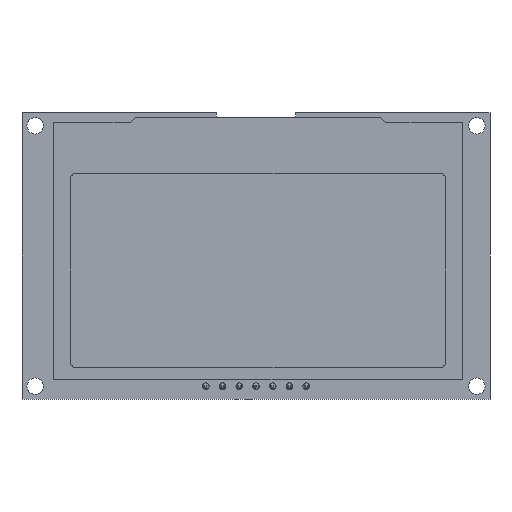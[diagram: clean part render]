
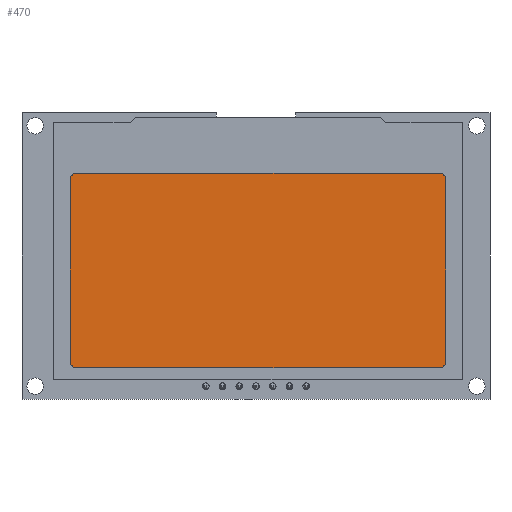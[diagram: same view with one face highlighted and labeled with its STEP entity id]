
A CAD part, front view. The second image highlights one B-rep face of the part: STEP entity #470.
In plain terms, the highlighted planar face has unit normal (0, -1, 0).
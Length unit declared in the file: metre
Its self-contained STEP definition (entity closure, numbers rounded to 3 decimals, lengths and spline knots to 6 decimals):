
#470=ADVANCED_FACE('2:2106',(#796),#797,.F.);
#796=FACE_OUTER_BOUND('',#1397,.T.);
#797=PLANE('',#1398);
#1397=EDGE_LOOP('',(#2057,#2058,#2059,#2060,#2061,#2062,#2063,#2064,#2065,#2066,#2067,#2068));
#1398=AXIS2_PLACEMENT_3D('',#2069,#2070,#2071);
#2057=ORIENTED_EDGE('',*,*,#4168,.T.);
#2058=ORIENTED_EDGE('',*,*,#4167,.T.);
#2059=ORIENTED_EDGE('',*,*,#4190,.F.);
#2060=ORIENTED_EDGE('',*,*,#4191,.T.);
#2061=ORIENTED_EDGE('',*,*,#4155,.T.);
#2062=ORIENTED_EDGE('',*,*,#4192,.F.);
#2063=ORIENTED_EDGE('',*,*,#4193,.T.);
#2064=ORIENTED_EDGE('',*,*,#4159,.T.);
#2065=ORIENTED_EDGE('',*,*,#4189,.F.);
#2066=ORIENTED_EDGE('',*,*,#4171,.T.);
#2067=ORIENTED_EDGE('',*,*,#4163,.T.);
#2068=ORIENTED_EDGE('',*,*,#4174,.F.);
#2069=CARTESIAN_POINT('',(0.0003,-0.0022,-0.00265));
#2070=DIRECTION('',(-0.0,1.0,0.0));
#2071=DIRECTION('',(1.0,0.0,0.0));
#4155=EDGE_CURVE('2:2268',#4838,#4842,#4844,.T.);
#4159=EDGE_CURVE('2:2250',#4846,#4850,#4852,.T.);
#4163=EDGE_CURVE('2:2232',#4854,#4858,#4860,.T.);
#4167=EDGE_CURVE('2:2211',#4862,#4866,#4868,.T.);
#4168=EDGE_CURVE('2:2211',#4869,#4862,#4870,.T.);
#4171=EDGE_CURVE('2:2232',#4874,#4854,#4875,.T.);
#4174=EDGE_CURVE('2:2244',#4869,#4858,#4879,.F.);
#4189=EDGE_CURVE('2:2262',#4874,#4850,#4904,.F.);
#4190=EDGE_CURVE('2:2229',#4905,#4866,#4906,.F.);
#4191=EDGE_CURVE('2:2268',#4905,#4838,#4907,.T.);
#4192=EDGE_CURVE('2:2277',#4908,#4842,#4909,.T.);
#4193=EDGE_CURVE('2:2250',#4908,#4846,#4910,.T.);
#4838=VERTEX_POINT('',#5936);
#4842=VERTEX_POINT('',#5941);
#4844=CIRCLE('',#5944,0.001);
#4846=VERTEX_POINT('',#5946);
#4850=VERTEX_POINT('',#5951);
#4852=CIRCLE('',#5954,0.001);
#4854=VERTEX_POINT('',#5956);
#4858=VERTEX_POINT('',#5961);
#4860=CIRCLE('',#5964,0.001);
#4862=VERTEX_POINT('',#5966);
#4866=VERTEX_POINT('',#5971);
#4868=CIRCLE('',#5974,0.001);
#4869=VERTEX_POINT('',#5975);
#4870=CIRCLE('',#5976,0.001);
#4874=VERTEX_POINT('',#5981);
#4875=CIRCLE('',#5982,0.001);
#4879=LINE('',#5987,#5988);
#4904=LINE('',#6025,#6026);
#4905=VERTEX_POINT('',#6027);
#4906=LINE('',#6028,#6029);
#4907=CIRCLE('',#6030,0.001);
#4908=VERTEX_POINT('',#6031);
#4909=LINE('',#6032,#6033);
#4910=CIRCLE('',#6034,0.001);
#5936=CARTESIAN_POINT('',(-0.027907,-0.0022,-0.017207));
#5941=CARTESIAN_POINT('',(-0.0272,-0.0022,-0.0175));
#5944=AXIS2_PLACEMENT_3D('',#7616,#7617,#7618);
#5946=CARTESIAN_POINT('',(0.028507,-0.0022,-0.017207));
#5951=CARTESIAN_POINT('',(0.0288,-0.0022,-0.0165));
#5954=AXIS2_PLACEMENT_3D('',#7624,#7625,#7626);
#5956=CARTESIAN_POINT('',(0.028507,-0.0022,0.011707));
#5961=CARTESIAN_POINT('',(0.0278,-0.0022,0.012));
#5964=AXIS2_PLACEMENT_3D('',#7632,#7633,#7634);
#5966=CARTESIAN_POINT('',(-0.027907,-0.0022,0.011707));
#5971=CARTESIAN_POINT('',(-0.0282,-0.0022,0.011));
#5974=AXIS2_PLACEMENT_3D('',#7640,#7641,#7642);
#5975=CARTESIAN_POINT('',(-0.0272,-0.0022,0.012));
#5976=AXIS2_PLACEMENT_3D('',#7643,#7644,#7645);
#5981=CARTESIAN_POINT('',(0.0288,-0.0022,0.011));
#5982=AXIS2_PLACEMENT_3D('',#7650,#7651,#7652);
#5987=CARTESIAN_POINT('',(-0.01415,-0.0022,0.012));
#5988=VECTOR('',#7657,1.0);
#6025=CARTESIAN_POINT('',(0.0288,-0.0022,0.004775));
#6026=VECTOR('',#7676,1.0);
#6027=CARTESIAN_POINT('',(-0.0282,-0.0022,-0.0165));
#6028=CARTESIAN_POINT('',(-0.0282,-0.0022,-0.010075));
#6029=VECTOR('',#7677,1.0);
#6030=AXIS2_PLACEMENT_3D('',#7678,#7679,#7680);
#6031=CARTESIAN_POINT('',(0.0278,-0.0022,-0.0175));
#6032=CARTESIAN_POINT('',(-0.01415,-0.0022,-0.0175));
#6033=VECTOR('',#7681,0.01);
#6034=AXIS2_PLACEMENT_3D('',#7682,#7683,#7684);
#7616=CARTESIAN_POINT('',(-0.0272,-0.0022,-0.0165));
#7617=DIRECTION('',(0.0,-1.0,-0.0));
#7618=DIRECTION('',(-0.707,0.0,-0.707));
#7624=CARTESIAN_POINT('',(0.0278,-0.0022,-0.0165));
#7625=DIRECTION('',(0.0,-1.0,-0.0));
#7626=DIRECTION('',(0.707,0.0,-0.707));
#7632=CARTESIAN_POINT('',(0.0278,-0.0022,0.011));
#7633=DIRECTION('',(0.0,-1.0,0.0));
#7634=DIRECTION('',(0.707,0.0,0.707));
#7640=CARTESIAN_POINT('',(-0.0272,-0.0022,0.011));
#7641=DIRECTION('',(-0.0,-1.0,0.0));
#7642=DIRECTION('',(-0.707,0.0,0.707));
#7643=CARTESIAN_POINT('',(-0.0272,-0.0022,0.011));
#7644=DIRECTION('',(-0.0,-1.0,0.0));
#7645=DIRECTION('',(-0.707,0.0,0.707));
#7650=CARTESIAN_POINT('',(0.0278,-0.0022,0.011));
#7651=DIRECTION('',(0.0,-1.0,0.0));
#7652=DIRECTION('',(0.707,0.0,0.707));
#7657=DIRECTION('',(-1.0,0.0,0.));
#7676=DIRECTION('',(0.0,0.0,1.0));
#7677=DIRECTION('',(0.0,0.0,-1.0));
#7678=CARTESIAN_POINT('',(-0.0272,-0.0022,-0.0165));
#7679=DIRECTION('',(0.0,-1.0,-0.0));
#7680=DIRECTION('',(-0.707,0.0,-0.707));
#7681=DIRECTION('',(-1.0,0.0,0.0));
#7682=CARTESIAN_POINT('',(0.0278,-0.0022,-0.0165));
#7683=DIRECTION('',(0.0,-1.0,-0.0));
#7684=DIRECTION('',(0.707,0.0,-0.707));
